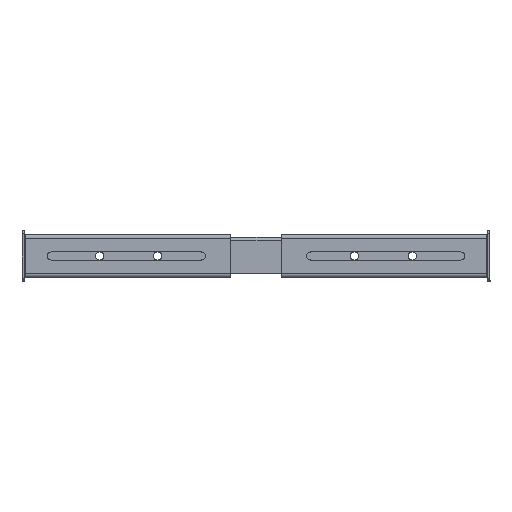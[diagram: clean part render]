
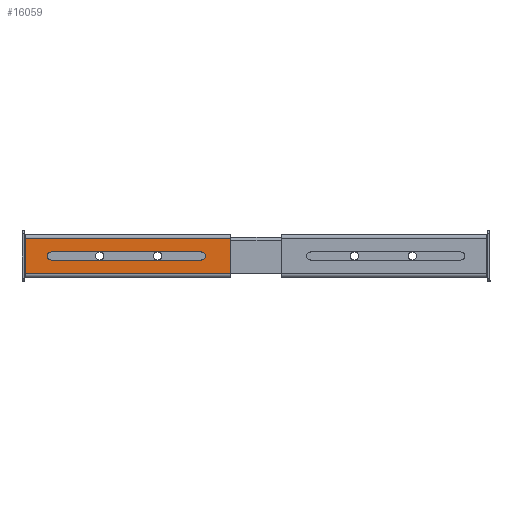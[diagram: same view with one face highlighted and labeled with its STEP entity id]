
A CAD part, front view. The second image highlights one B-rep face of the part: STEP entity #16059.
In plain terms, the highlighted face is planar.
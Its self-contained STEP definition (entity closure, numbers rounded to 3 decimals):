
#78 = CARTESIAN_POINT ( 'NONE',  ( 0., 0., 0. ) ) ;
#130 = CARTESIAN_POINT ( 'NONE',  ( 3., 0., 0. ) ) ;
#705 = VERTEX_POINT ( 'NONE', #10072 ) ;
#749 = CARTESIAN_POINT ( 'NONE',  ( 154.75, 19., 0. ) ) ;
#957 = CARTESIAN_POINT ( 'NONE',  ( 25.25, 19., 0. ) ) ;
#1166 = EDGE_CURVE ( 'NONE', #9929, #5226, #7382, .T. ) ;
#1417 = CARTESIAN_POINT ( 'NONE',  ( 154.75, 12., 0. ) ) ;
#1469 = ORIENTED_EDGE ( 'NONE', *, *, #15259, .F. ) ;
#1729 = VECTOR ( 'NONE', #5100, 1000. ) ;
#2151 = EDGE_CURVE ( 'NONE', #2587, #5846, #9811, .T. ) ;
#2298 = EDGE_CURVE ( 'NONE', #5846, #9929, #7734, .T. ) ;
#2485 = ORIENTED_EDGE ( 'NONE', *, *, #6830, .F. ) ;
#2587 = VERTEX_POINT ( 'NONE', #749 ) ;
#3161 = ORIENTED_EDGE ( 'NONE', *, *, #1166, .F. ) ;
#3482 = DIRECTION ( 'NONE',  ( -1., 0., 0. ) ) ;
#4025 = CARTESIAN_POINT ( 'NONE',  ( 25.25, 12., 0. ) ) ;
#4026 = DIRECTION ( 'NONE',  ( 0., 0., 1. ) ) ;
#4860 = PLANE ( 'NONE',  #10758 ) ;
#5100 = DIRECTION ( 'NONE',  ( 1., 0., 0. ) ) ;
#5193 = AXIS2_PLACEMENT_3D ( 'NONE', #15060, #8968, #7987 ) ;
#5226 = VERTEX_POINT ( 'NONE', #1417 ) ;
#5426 = VERTEX_POINT ( 'NONE', #14572 ) ;
#5846 = VERTEX_POINT ( 'NONE', #9360 ) ;
#5987 = CIRCLE ( 'NONE', #8063, 3.5 ) ;
#6222 = CARTESIAN_POINT ( 'NONE',  ( 0., 31., 0. ) ) ;
#6322 = LINE ( 'NONE', #11192, #1729 ) ;
#6609 = ORIENTED_EDGE ( 'NONE', *, *, #2151, .F. ) ;
#6794 = VECTOR ( 'NONE', #15882, 1000. ) ;
#6830 = EDGE_CURVE ( 'NONE', #15288, #705, #7894, .T. ) ;
#6841 = VECTOR ( 'NONE', #12384, 1000. ) ;
#6940 = CARTESIAN_POINT ( 'NONE',  ( 180., 0., 0. ) ) ;
#7382 = LINE ( 'NONE', #13540, #9698 ) ;
#7618 = CARTESIAN_POINT ( 'NONE',  ( 25.25, 15.5, 0. ) ) ;
#7734 = CIRCLE ( 'NONE', #11370, 3.5 ) ;
#7894 = LINE ( 'NONE', #130, #6841 ) ;
#7931 = EDGE_CURVE ( 'NONE', #11266, #705, #13364, .T. ) ;
#7987 = DIRECTION ( 'NONE',  ( 1., 0., 0. ) ) ;
#8063 = AXIS2_PLACEMENT_3D ( 'NONE', #15841, #9913, #14701 ) ;
#8108 = ORIENTED_EDGE ( 'NONE', *, *, #13406, .F. ) ;
#8517 = DIRECTION ( 'NONE',  ( -1., 0., 0. ) ) ;
#8758 = DIRECTION ( 'NONE',  ( 1., 0., 0. ) ) ;
#8968 = DIRECTION ( 'NONE',  ( 0., 0., 1. ) ) ;
#8985 = CARTESIAN_POINT ( 'NONE',  ( 180., 0., 0. ) ) ;
#9360 = CARTESIAN_POINT ( 'NONE',  ( 25.25, 19., 0. ) ) ;
#9698 = VECTOR ( 'NONE', #10054, 1000. ) ;
#9811 = LINE ( 'NONE', #957, #11744 ) ;
#9820 = DIRECTION ( 'NONE',  ( 0., 0., -1. ) ) ;
#9913 = DIRECTION ( 'NONE',  ( 0., 0., 1. ) ) ;
#9929 = VERTEX_POINT ( 'NONE', #4025 ) ;
#10054 = DIRECTION ( 'NONE',  ( 1., 0., 0. ) ) ;
#10072 = CARTESIAN_POINT ( 'NONE',  ( 3., 31., 0. ) ) ;
#10360 = VECTOR ( 'NONE', #12563, 1000. ) ;
#10450 = ORIENTED_EDGE ( 'NONE', *, *, #10983, .T. ) ;
#10758 = AXIS2_PLACEMENT_3D ( 'NONE', #78, #9820, #3482 ) ;
#10983 = EDGE_CURVE ( 'NONE', #15288, #11604, #6322, .T. ) ;
#11042 = FACE_BOUND ( 'NONE', #12282, .T. ) ;
#11192 = CARTESIAN_POINT ( 'NONE',  ( 0., 0., 0. ) ) ;
#11266 = VERTEX_POINT ( 'NONE', #12072 ) ;
#11370 = AXIS2_PLACEMENT_3D ( 'NONE', #7618, #4026, #8758 ) ;
#11418 = CIRCLE ( 'NONE', #5193, 3.5 ) ;
#11598 = CARTESIAN_POINT ( 'NONE',  ( 3., 0., 0. ) ) ;
#11604 = VERTEX_POINT ( 'NONE', #6940 ) ;
#11744 = VECTOR ( 'NONE', #8517, 1000. ) ;
#12072 = CARTESIAN_POINT ( 'NONE',  ( 180., 31., 0. ) ) ;
#12282 = EDGE_LOOP ( 'NONE', ( #3161, #12415, #6609, #8108, #1469 ) ) ;
#12384 = DIRECTION ( 'NONE',  ( 0., 1., 0. ) ) ;
#12415 = ORIENTED_EDGE ( 'NONE', *, *, #2298, .F. ) ;
#12563 = DIRECTION ( 'NONE',  ( 0., 1., 0. ) ) ;
#13364 = LINE ( 'NONE', #6222, #6794 ) ;
#13406 = EDGE_CURVE ( 'NONE', #5426, #2587, #11418, .T. ) ;
#13540 = CARTESIAN_POINT ( 'NONE',  ( 25.25, 12., 0. ) ) ;
#14572 = CARTESIAN_POINT ( 'NONE',  ( 158.25, 15.5, 0. ) ) ;
#14701 = DIRECTION ( 'NONE',  ( 1., 0., 0. ) ) ;
#14716 = EDGE_LOOP ( 'NONE', ( #2485, #10450, #15615, #15335 ) ) ;
#14778 = FACE_OUTER_BOUND ( 'NONE', #14716, .T. ) ;
#15060 = CARTESIAN_POINT ( 'NONE',  ( 154.75, 15.5, 0. ) ) ;
#15081 = LINE ( 'NONE', #8985, #10360 ) ;
#15259 = EDGE_CURVE ( 'NONE', #5226, #5426, #5987, .T. ) ;
#15288 = VERTEX_POINT ( 'NONE', #11598 ) ;
#15335 = ORIENTED_EDGE ( 'NONE', *, *, #7931, .T. ) ;
#15615 = ORIENTED_EDGE ( 'NONE', *, *, #15673, .T. ) ;
#15673 = EDGE_CURVE ( 'NONE', #11604, #11266, #15081, .T. ) ;
#15841 = CARTESIAN_POINT ( 'NONE',  ( 154.75, 15.5, 0. ) ) ;
#15882 = DIRECTION ( 'NONE',  ( -1., 0., 0. ) ) ;
#16059 = ADVANCED_FACE ( 'NONE', ( #11042, #14778 ), #4860, .F. ) ;
